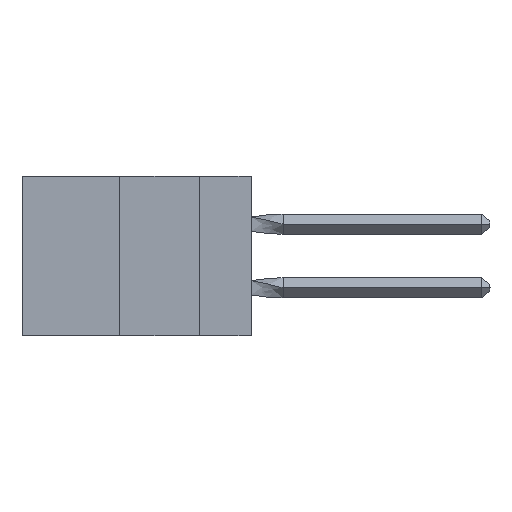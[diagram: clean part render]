
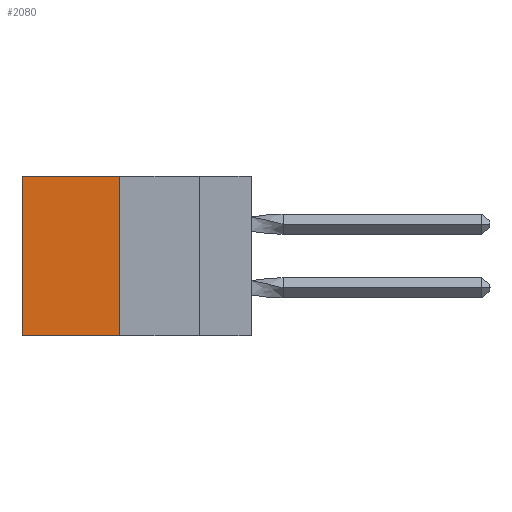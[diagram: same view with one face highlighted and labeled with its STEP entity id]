
A CAD part, left-side view. The second image highlights one B-rep face of the part: STEP entity #2080.
In plain terms, the highlighted planar face has unit normal (-1, 0, 0).
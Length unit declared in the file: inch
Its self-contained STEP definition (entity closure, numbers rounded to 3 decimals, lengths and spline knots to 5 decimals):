
#57 = FACE_OUTER_BOUND ( 'NONE', #7155, .T. ) ;
#527 = DIRECTION ( 'NONE',  ( 0., 0., -1. ) ) ;
#987 = DIRECTION ( 'NONE',  ( 0., 0., -1. ) ) ;
#1678 = CARTESIAN_POINT ( 'NONE',  ( 0.305, 0.72, -0.5 ) ) ;
#2080 = ADVANCED_FACE ( 'NONE', ( #57 ), #14437, .F. ) ;
#2467 = EDGE_CURVE ( 'NONE', #5765, #9714, #5786, .T. ) ;
#4220 = CARTESIAN_POINT ( 'NONE',  ( 0.305, 0.413, 0. ) ) ;
#5765 = VERTEX_POINT ( 'NONE', #13004 ) ;
#5786 = LINE ( 'NONE', #4220, #10132 ) ;
#5865 = ORIENTED_EDGE ( 'NONE', *, *, #2467, .T. ) ;
#7155 = EDGE_LOOP ( 'NONE', ( #15232, #9194, #22730, #5865 ) ) ;
#7723 = EDGE_CURVE ( 'NONE', #5765, #9664, #12643, .T. ) ;
#8074 = VECTOR ( 'NONE', #21057, 39.37008 ) ;
#9111 = LINE ( 'NONE', #13349, #19272 ) ;
#9194 = ORIENTED_EDGE ( 'NONE', *, *, #10473, .F. ) ;
#9664 = VERTEX_POINT ( 'NONE', #15449 ) ;
#9714 = VERTEX_POINT ( 'NONE', #12231 ) ;
#9757 = DIRECTION ( 'NONE',  ( 0., 0., -1. ) ) ;
#9898 = CARTESIAN_POINT ( 'NONE',  ( 0.305, 0.413, -0.5 ) ) ;
#10132 = VECTOR ( 'NONE', #18329, 39.37008 ) ;
#10405 = VECTOR ( 'NONE', #9757, 39.37008 ) ;
#10473 = EDGE_CURVE ( 'NONE', #9664, #12096, #20446, .T. ) ;
#12096 = VERTEX_POINT ( 'NONE', #1678 ) ;
#12231 = CARTESIAN_POINT ( 'NONE',  ( 0.305, 0.72, 0. ) ) ;
#12526 = CARTESIAN_POINT ( 'NONE',  ( 0.305, 0.413, -0.5 ) ) ;
#12643 = LINE ( 'NONE', #9898, #10405 ) ;
#12931 = DIRECTION ( 'NONE',  ( 1., 0., 0. ) ) ;
#13004 = CARTESIAN_POINT ( 'NONE',  ( 0.305, 0.413, 0. ) ) ;
#13349 = CARTESIAN_POINT ( 'NONE',  ( 0.305, 0.72, -0.5 ) ) ;
#14437 = PLANE ( 'NONE',  #15426 ) ;
#15232 = ORIENTED_EDGE ( 'NONE', *, *, #21771, .T. ) ;
#15426 = AXIS2_PLACEMENT_3D ( 'NONE', #21623, #12931, #527 ) ;
#15449 = CARTESIAN_POINT ( 'NONE',  ( 0.305, 0.413, -0.5 ) ) ;
#18329 = DIRECTION ( 'NONE',  ( 0., 1., 0. ) ) ;
#19272 = VECTOR ( 'NONE', #987, 39.37008 ) ;
#20446 = LINE ( 'NONE', #12526, #8074 ) ;
#21057 = DIRECTION ( 'NONE',  ( 0., 1., 0. ) ) ;
#21623 = CARTESIAN_POINT ( 'NONE',  ( 0.305, 0.413, -0.5 ) ) ;
#21771 = EDGE_CURVE ( 'NONE', #9714, #12096, #9111, .T. ) ;
#22730 = ORIENTED_EDGE ( 'NONE', *, *, #7723, .F. ) ;
